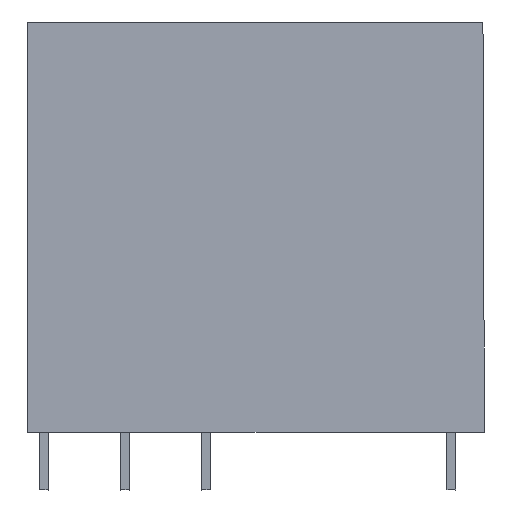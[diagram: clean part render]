
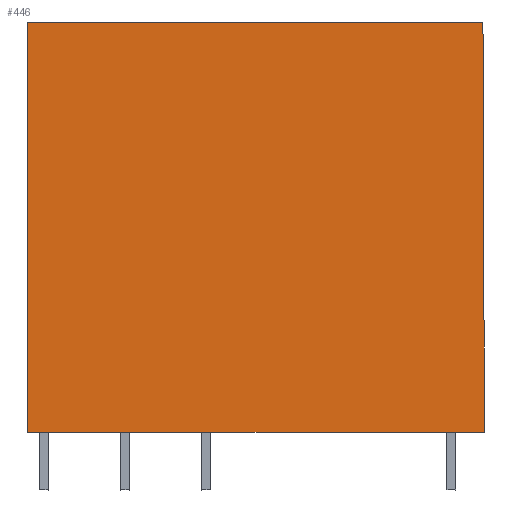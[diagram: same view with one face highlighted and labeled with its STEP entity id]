
A CAD part, left-side view. The second image highlights one B-rep face of the part: STEP entity #446.
In plain terms, the highlighted planar face has unit normal (-1, 0, 0.004).
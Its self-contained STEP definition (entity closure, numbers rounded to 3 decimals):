
#403=AXIS2_PLACEMENT_3D('Plane Axis2P3D',#400,#401,#402) ;
#41=CARTESIAN_POINT('Vertex',(0.,28.402,3.6)) ;
#57=CARTESIAN_POINT('Vertex',(0.,0.,3.6)) ;
#60=CARTESIAN_POINT('Line Origine',(0.,14.201,3.6)) ;
#400=CARTESIAN_POINT('Axis2P3D Location',(-0.025,27.667,-3.629)) ;
#405=CARTESIAN_POINT('Line Origine',(0.044,28.402,16.3)) ;
#409=CARTESIAN_POINT('Vertex',(0.089,28.402,29.)) ;
#412=CARTESIAN_POINT('Line Origine',(0.044,0.044,16.3)) ;
#416=CARTESIAN_POINT('Vertex',(0.089,0.089,29.)) ;
#419=CARTESIAN_POINT('Line Origine',(0.089,0.089,29.05)) ;
#423=CARTESIAN_POINT('Vertex',(0.089,0.089,29.1)) ;
#426=CARTESIAN_POINT('Line Origine',(0.089,14.245,29.1)) ;
#430=CARTESIAN_POINT('Vertex',(0.089,28.402,29.1)) ;
#433=CARTESIAN_POINT('Line Origine',(0.089,28.402,29.05)) ;
#61=DIRECTION('Vector Direction',(0.,-1.,0.)) ;
#401=DIRECTION('Axis2P3D Direction',(1.,0.,-0.003)) ;
#402=DIRECTION('Axis2P3D XDirection',(0.003,0.,1.)) ;
#406=DIRECTION('Vector Direction',(0.003,0.,1.)) ;
#413=DIRECTION('Vector Direction',(0.003,0.003,1.)) ;
#420=DIRECTION('Vector Direction',(0.003,0.003,1.)) ;
#427=DIRECTION('Vector Direction',(0.,1.,0.)) ;
#434=DIRECTION('Vector Direction',(0.003,0.,1.)) ;
#62=VECTOR('Line Direction',#61,1.) ;
#407=VECTOR('Line Direction',#406,1.) ;
#414=VECTOR('Line Direction',#413,1.) ;
#421=VECTOR('Line Direction',#420,1.) ;
#428=VECTOR('Line Direction',#427,1.) ;
#435=VECTOR('Line Direction',#434,1.) ;
#439=ORIENTED_EDGE('',*,*,#411,.F.) ;
#440=ORIENTED_EDGE('',*,*,#64,.F.) ;
#441=ORIENTED_EDGE('',*,*,#418,.T.) ;
#442=ORIENTED_EDGE('',*,*,#425,.T.) ;
#443=ORIENTED_EDGE('',*,*,#432,.F.) ;
#444=ORIENTED_EDGE('',*,*,#437,.F.) ;
#446=ADVANCED_FACE('RSS-RELAIS',(#445),#404,.F.) ;
#64=EDGE_CURVE('',#58,#42,#63,.F.) ;
#411=EDGE_CURVE('',#42,#410,#408,.T.) ;
#418=EDGE_CURVE('',#58,#417,#415,.T.) ;
#425=EDGE_CURVE('',#417,#424,#422,.T.) ;
#432=EDGE_CURVE('',#431,#424,#429,.F.) ;
#437=EDGE_CURVE('',#410,#431,#436,.T.) ;
#438=EDGE_LOOP('',(#439,#440,#441,#442,#443,#444)) ;
#445=FACE_OUTER_BOUND('',#438,.T.) ;
#63=LINE('Line',#60,#62) ;
#408=LINE('Line',#405,#407) ;
#415=LINE('Line',#412,#414) ;
#422=LINE('Line',#419,#421) ;
#429=LINE('Line',#426,#428) ;
#436=LINE('Line',#433,#435) ;
#404=PLANE('',#403) ;
#42=VERTEX_POINT('',#41) ;
#58=VERTEX_POINT('',#57) ;
#410=VERTEX_POINT('',#409) ;
#417=VERTEX_POINT('',#416) ;
#424=VERTEX_POINT('',#423) ;
#431=VERTEX_POINT('',#430) ;
